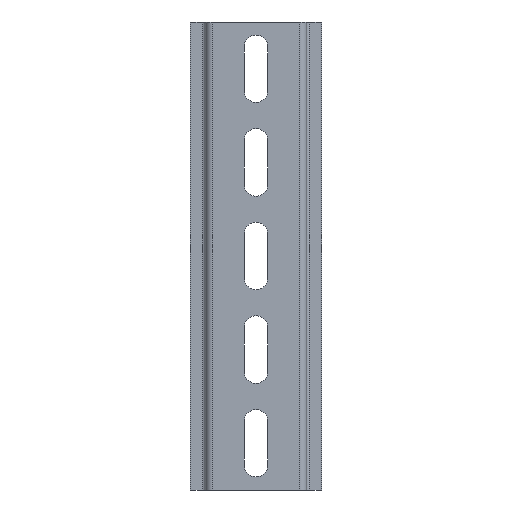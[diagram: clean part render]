
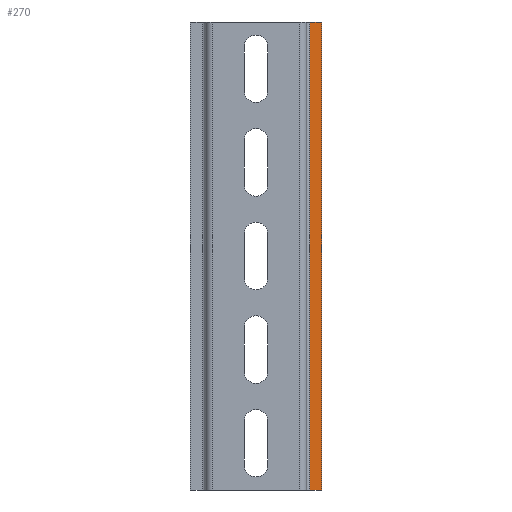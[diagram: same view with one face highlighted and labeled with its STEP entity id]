
A CAD part, front view. The second image highlights one B-rep face of the part: STEP entity #270.
In plain terms, the highlighted planar face has unit normal (0, -1, 0).
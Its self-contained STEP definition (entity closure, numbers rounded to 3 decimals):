
#16 = CARTESIAN_POINT ( 'NONE',  ( 27.8, 6.5, 0. ) ) ;
#25 = VERTEX_POINT ( 'NONE', #1252 ) ;
#242 = EDGE_CURVE ( 'NONE', #1070, #641, #280, .T. ) ;
#254 = FACE_OUTER_BOUND ( 'NONE', #1048, .T. ) ;
#270 = ADVANCED_FACE ( 'NONE', ( #254 ), #490, .F. ) ;
#280 = LINE ( 'NONE', #1206, #799 ) ;
#344 = DIRECTION ( 'NONE',  ( 0., 0., 1. ) ) ;
#365 = CARTESIAN_POINT ( 'NONE',  ( 31., 6.5, 0. ) ) ;
#385 = ORIENTED_EDGE ( 'NONE', *, *, #1428, .F. ) ;
#408 = VECTOR ( 'NONE', #807, 1000. ) ;
#460 = LINE ( 'NONE', #935, #1388 ) ;
#490 = PLANE ( 'NONE',  #674 ) ;
#631 = DIRECTION ( 'NONE',  ( 0., 0., 1. ) ) ;
#641 = VERTEX_POINT ( 'NONE', #1360 ) ;
#674 = AXIS2_PLACEMENT_3D ( 'NONE', #961, #1118, #1004 ) ;
#712 = LINE ( 'NONE', #1156, #408 ) ;
#749 = ORIENTED_EDGE ( 'NONE', *, *, #242, .F. ) ;
#799 = VECTOR ( 'NONE', #631, 1000. ) ;
#807 = DIRECTION ( 'NONE',  ( 1., 0., 0. ) ) ;
#833 = ORIENTED_EDGE ( 'NONE', *, *, #1018, .T. ) ;
#835 = DIRECTION ( 'NONE',  ( 1., 0., 0. ) ) ;
#911 = ORIENTED_EDGE ( 'NONE', *, *, #1005, .T. ) ;
#935 = CARTESIAN_POINT ( 'NONE',  ( 31., 6.5, 0. ) ) ;
#961 = CARTESIAN_POINT ( 'NONE',  ( 27., 6.5, 0. ) ) ;
#994 = VERTEX_POINT ( 'NONE', #365 ) ;
#1004 = DIRECTION ( 'NONE',  ( 0., 0., -1. ) ) ;
#1005 = EDGE_CURVE ( 'NONE', #994, #25, #460, .T. ) ;
#1018 = EDGE_CURVE ( 'NONE', #1070, #994, #712, .T. ) ;
#1048 = EDGE_LOOP ( 'NONE', ( #911, #385, #749, #833 ) ) ;
#1055 = LINE ( 'NONE', #1296, #1393 ) ;
#1070 = VERTEX_POINT ( 'NONE', #16 ) ;
#1118 = DIRECTION ( 'NONE',  ( 0., 1., 0. ) ) ;
#1156 = CARTESIAN_POINT ( 'NONE',  ( 27., 6.5, 0. ) ) ;
#1206 = CARTESIAN_POINT ( 'NONE',  ( 27.8, 6.5, 0. ) ) ;
#1252 = CARTESIAN_POINT ( 'NONE',  ( 31., 6.5, 125. ) ) ;
#1296 = CARTESIAN_POINT ( 'NONE',  ( 27., 6.5, 125. ) ) ;
#1360 = CARTESIAN_POINT ( 'NONE',  ( 27.8, 6.5, 125. ) ) ;
#1388 = VECTOR ( 'NONE', #344, 1000. ) ;
#1393 = VECTOR ( 'NONE', #835, 1000. ) ;
#1428 = EDGE_CURVE ( 'NONE', #641, #25, #1055, .T. ) ;
